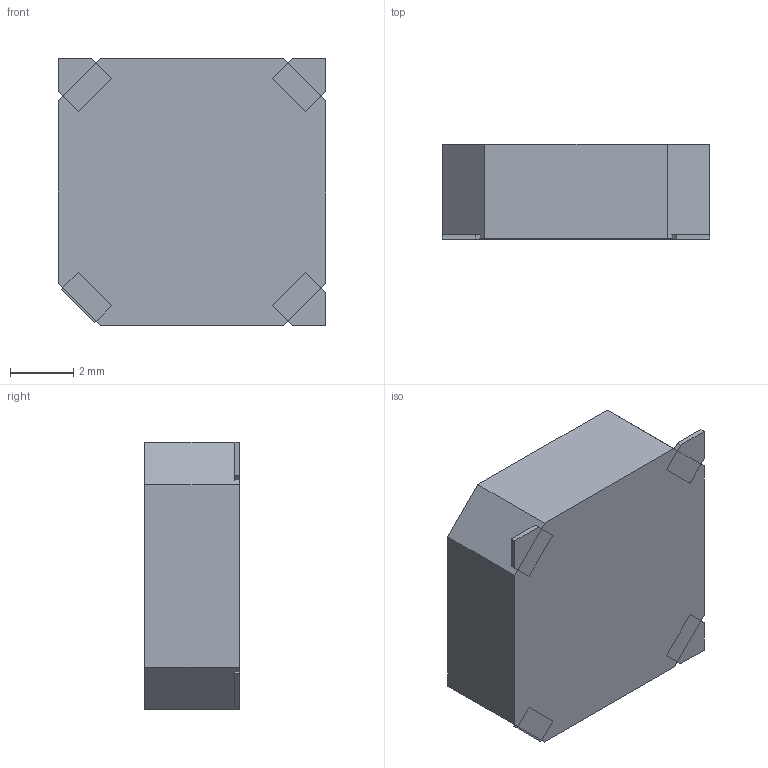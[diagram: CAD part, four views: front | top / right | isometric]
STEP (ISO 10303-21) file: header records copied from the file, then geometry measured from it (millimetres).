
FILE_DESCRIPTION (( 'STEP AP203' ), '1' );
FILE_NAME ('ST-03CH.STEP', '2016-12-02T19:35:52', ( 'Gem' ), ( '' ), 'SwSTEP 2.0', 'SolidWorks 2013', '' );
FILE_SCHEMA (( 'CONFIG_CONTROL_DESIGN' ));
Length unit declared in the file: millimetre
Products named in the file (1): ST-03CH
Bounding box: 8.5 x 3.02 x 8.5 mm (x, y, z)
Volume: 205.7 mm3; surface area: 250.2 mm2
Topology: 5 solids, 5 shells, 147 faces, 378 edges, 252 vertices
Faces by surface type: plane 95, bspline 46, cylinder 6
Entity records: 7243 total; most frequent: CARTESIAN_POINT 3888, ORIENTED_EDGE 756, DIRECTION 502, EDGE_CURVE 378, VECTOR 274, LINE 274, VERTEX_POINT 252, EDGE_LOOP 158
